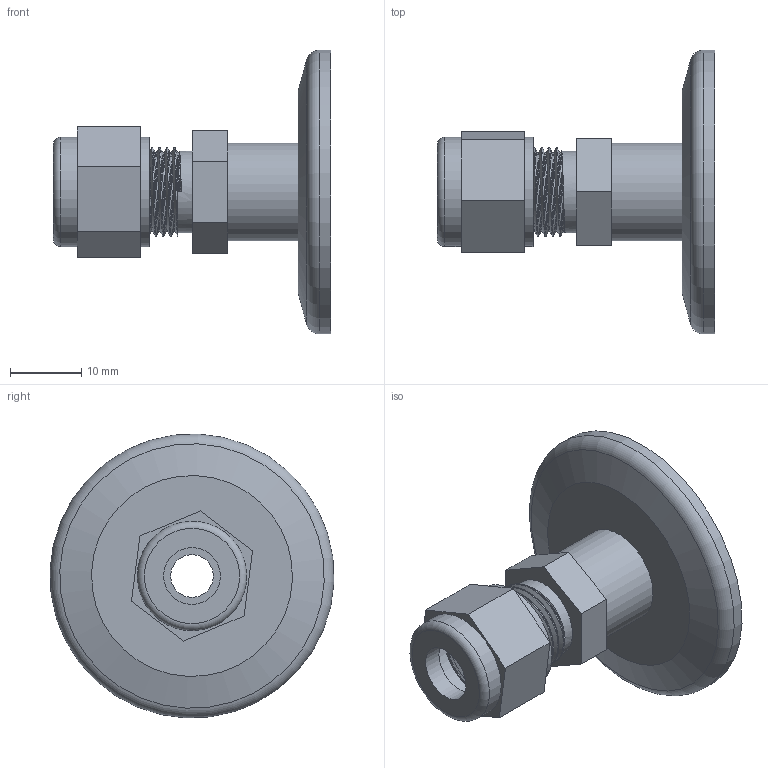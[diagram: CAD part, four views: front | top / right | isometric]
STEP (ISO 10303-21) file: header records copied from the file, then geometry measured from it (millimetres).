
FILE_DESCRIPTION (( 'STEP AP214' ), '1' );
FILE_NAME ('1KF25DB8FULLVAC.STEP', '2025-06-26T14:39:17', ( '' ), ( '' ), 'SwSTEP 2.0', 'SolidWorks 2017', '' );
FILE_SCHEMA (( 'AUTOMOTIVE_DESIGN' ));
Length unit declared in the file: millimetre
Products named in the file (1): 1KF25DB8FULLVAC
Bounding box: 39 x 39.96 x 39.96 mm (x, y, z)
Surface area: 6730.9 mm2 (no closed solid volume)
Topology: 0 solids, 3 shells, 50 faces, 124 edges, 83 vertices
Faces by surface type: plane 25, cylinder 10, bspline 9, torus 3, cone 3
Full cylindrical faces by diameter (mm): 6 x1, 8 x1, 11.5 x1, 12.53 x1, 13.7 x1, 15.4 x2, 19.5 x1, 26.2 x1, 40 x1
Entity records: 7426 total; most frequent: CARTESIAN_POINT 5863, ORIENTED_EDGE 184, DIRECTION 182, EDGE_CURVE 101, EDGE_LOOP 77, VERTEX_POINT 76, AXIS2_PLACEMENT_3D 71, FACE_OUTER_BOUND 63
